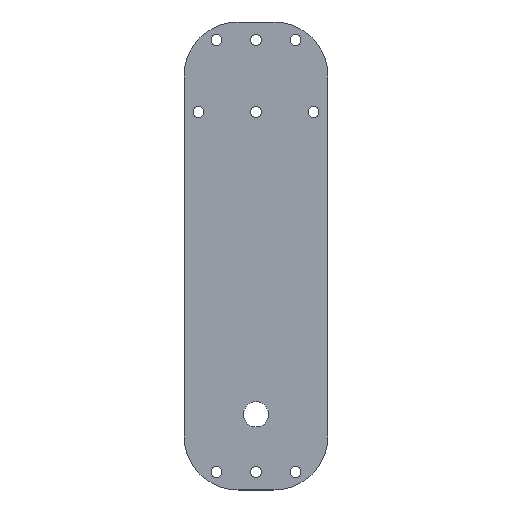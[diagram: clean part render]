
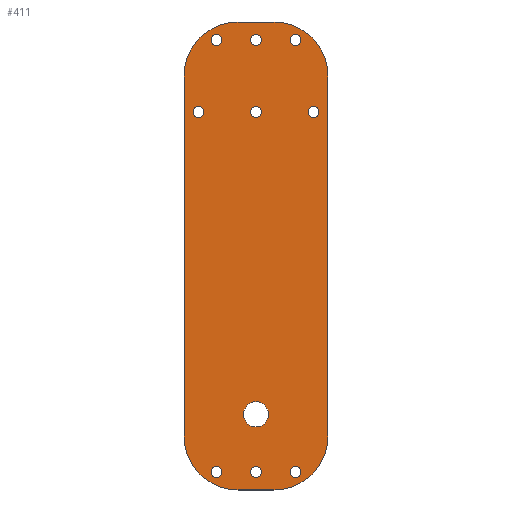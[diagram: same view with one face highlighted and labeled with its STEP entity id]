
A CAD part, top view. The second image highlights one B-rep face of the part: STEP entity #411.
In plain terms, the highlighted planar face has unit normal (0, 0, 1).
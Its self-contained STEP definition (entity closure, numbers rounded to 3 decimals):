
#15=FACE_BOUND('',#80,.T.);
#16=FACE_BOUND('',#81,.T.);
#17=FACE_BOUND('',#82,.T.);
#18=FACE_BOUND('',#83,.T.);
#19=FACE_BOUND('',#84,.T.);
#20=FACE_BOUND('',#85,.T.);
#21=FACE_BOUND('',#86,.T.);
#22=FACE_BOUND('',#87,.T.);
#23=FACE_BOUND('',#88,.T.);
#24=FACE_BOUND('',#89,.T.);
#39=PLANE('',#473);
#59=FACE_OUTER_BOUND('',#79,.T.);
#79=EDGE_LOOP('',(#343,#344,#345,#346,#347,#348,#349,#350));
#80=EDGE_LOOP('',(#351));
#81=EDGE_LOOP('',(#352));
#82=EDGE_LOOP('',(#353));
#83=EDGE_LOOP('',(#354));
#84=EDGE_LOOP('',(#355));
#85=EDGE_LOOP('',(#356));
#86=EDGE_LOOP('',(#357));
#87=EDGE_LOOP('',(#358));
#88=EDGE_LOOP('',(#359));
#89=EDGE_LOOP('',(#360));
#113=LINE('',#667,#139);
#117=LINE('',#679,#143);
#121=LINE('',#691,#147);
#125=LINE('',#703,#151);
#139=VECTOR('',#551,10.);
#143=VECTOR('',#563,10.);
#147=VECTOR('',#575,10.);
#151=VECTOR('',#587,10.);
#153=CIRCLE('',#428,7.5);
#155=CIRCLE('',#431,17.5);
#157=CIRCLE('',#434,7.5);
#159=CIRCLE('',#437,7.5);
#161=CIRCLE('',#440,7.5);
#163=CIRCLE('',#443,7.5);
#165=CIRCLE('',#446,7.5);
#167=CIRCLE('',#449,7.5);
#169=CIRCLE('',#452,7.5);
#171=CIRCLE('',#455,7.5);
#174=CIRCLE('',#460,75.);
#176=CIRCLE('',#464,75.);
#178=CIRCLE('',#468,75.);
#180=CIRCLE('',#472,75.);
#181=VERTEX_POINT('',#601);
#183=VERTEX_POINT('',#607);
#185=VERTEX_POINT('',#613);
#187=VERTEX_POINT('',#619);
#189=VERTEX_POINT('',#625);
#191=VERTEX_POINT('',#631);
#193=VERTEX_POINT('',#637);
#195=VERTEX_POINT('',#643);
#197=VERTEX_POINT('',#649);
#199=VERTEX_POINT('',#655);
#203=VERTEX_POINT('',#664);
#204=VERTEX_POINT('',#666);
#206=VERTEX_POINT('',#672);
#208=VERTEX_POINT('',#678);
#210=VERTEX_POINT('',#684);
#212=VERTEX_POINT('',#690);
#214=VERTEX_POINT('',#696);
#216=VERTEX_POINT('',#702);
#217=EDGE_CURVE('',#181,#181,#153,.T.);
#220=EDGE_CURVE('',#183,#183,#155,.T.);
#223=EDGE_CURVE('',#185,#185,#157,.T.);
#226=EDGE_CURVE('',#187,#187,#159,.T.);
#229=EDGE_CURVE('',#189,#189,#161,.T.);
#232=EDGE_CURVE('',#191,#191,#163,.T.);
#235=EDGE_CURVE('',#193,#193,#165,.T.);
#238=EDGE_CURVE('',#195,#195,#167,.T.);
#241=EDGE_CURVE('',#197,#197,#169,.T.);
#244=EDGE_CURVE('',#199,#199,#171,.T.);
#249=EDGE_CURVE('',#204,#203,#113,.T.);
#252=EDGE_CURVE('',#206,#204,#174,.T.);
#255=EDGE_CURVE('',#208,#206,#117,.T.);
#258=EDGE_CURVE('',#210,#208,#176,.T.);
#261=EDGE_CURVE('',#212,#210,#121,.T.);
#264=EDGE_CURVE('',#214,#212,#178,.T.);
#267=EDGE_CURVE('',#216,#214,#125,.T.);
#270=EDGE_CURVE('',#203,#216,#180,.T.);
#343=ORIENTED_EDGE('',*,*,#270,.T.);
#344=ORIENTED_EDGE('',*,*,#267,.T.);
#345=ORIENTED_EDGE('',*,*,#264,.T.);
#346=ORIENTED_EDGE('',*,*,#261,.T.);
#347=ORIENTED_EDGE('',*,*,#258,.T.);
#348=ORIENTED_EDGE('',*,*,#255,.T.);
#349=ORIENTED_EDGE('',*,*,#252,.T.);
#350=ORIENTED_EDGE('',*,*,#249,.T.);
#351=ORIENTED_EDGE('',*,*,#244,.T.);
#352=ORIENTED_EDGE('',*,*,#241,.T.);
#353=ORIENTED_EDGE('',*,*,#238,.T.);
#354=ORIENTED_EDGE('',*,*,#235,.T.);
#355=ORIENTED_EDGE('',*,*,#232,.T.);
#356=ORIENTED_EDGE('',*,*,#229,.T.);
#357=ORIENTED_EDGE('',*,*,#226,.T.);
#358=ORIENTED_EDGE('',*,*,#223,.T.);
#359=ORIENTED_EDGE('',*,*,#220,.T.);
#360=ORIENTED_EDGE('',*,*,#217,.T.);
#411=ADVANCED_FACE('',(#59,#15,#16,#17,#18,#19,#20,#21,#22,#23,#24),#39,
 .T.);
#428=AXIS2_PLACEMENT_3D('',#602,#479,#480);
#431=AXIS2_PLACEMENT_3D('',#608,#486,#487);
#434=AXIS2_PLACEMENT_3D('',#614,#493,#494);
#437=AXIS2_PLACEMENT_3D('',#620,#500,#501);
#440=AXIS2_PLACEMENT_3D('',#626,#507,#508);
#443=AXIS2_PLACEMENT_3D('',#632,#514,#515);
#446=AXIS2_PLACEMENT_3D('',#638,#521,#522);
#449=AXIS2_PLACEMENT_3D('',#644,#528,#529);
#452=AXIS2_PLACEMENT_3D('',#650,#535,#536);
#455=AXIS2_PLACEMENT_3D('',#656,#542,#543);
#460=AXIS2_PLACEMENT_3D('',#673,#557,#558);
#464=AXIS2_PLACEMENT_3D('',#685,#569,#570);
#468=AXIS2_PLACEMENT_3D('',#697,#581,#582);
#472=AXIS2_PLACEMENT_3D('',#707,#593,#594);
#473=AXIS2_PLACEMENT_3D('',#708,#595,#596);
#479=DIRECTION('center_axis',(0.,0.,-1.));
#480=DIRECTION('ref_axis',(1.,0.,0.));
#486=DIRECTION('center_axis',(0.,0.,-1.));
#487=DIRECTION('ref_axis',(1.,0.,0.));
#493=DIRECTION('center_axis',(0.,0.,-1.));
#494=DIRECTION('ref_axis',(1.,0.,0.));
#500=DIRECTION('center_axis',(0.,0.,-1.));
#501=DIRECTION('ref_axis',(1.,0.,0.));
#507=DIRECTION('center_axis',(0.,0.,-1.));
#508=DIRECTION('ref_axis',(1.,0.,0.));
#514=DIRECTION('center_axis',(0.,0.,-1.));
#515=DIRECTION('ref_axis',(1.,0.,0.));
#521=DIRECTION('center_axis',(0.,0.,-1.));
#522=DIRECTION('ref_axis',(1.,0.,0.));
#528=DIRECTION('center_axis',(0.,0.,-1.));
#529=DIRECTION('ref_axis',(1.,0.,0.));
#535=DIRECTION('center_axis',(0.,0.,-1.));
#536=DIRECTION('ref_axis',(1.,0.,0.));
#542=DIRECTION('center_axis',(0.,0.,-1.));
#543=DIRECTION('ref_axis',(1.,0.,0.));
#551=DIRECTION('',(0.,1.,0.));
#557=DIRECTION('center_axis',(0.,0.,1.));
#558=DIRECTION('ref_axis',(0.,-1.,0.));
#563=DIRECTION('',(1.,0.,0.));
#569=DIRECTION('center_axis',(0.,0.,1.));
#570=DIRECTION('ref_axis',(-1.,0.,0.));
#575=DIRECTION('',(0.,-1.,0.));
#581=DIRECTION('center_axis',(0.,0.,1.));
#582=DIRECTION('ref_axis',(0.,1.,0.));
#587=DIRECTION('',(-1.,0.,0.));
#593=DIRECTION('center_axis',(0.,0.,1.));
#594=DIRECTION('ref_axis',(1.,0.,0.));
#595=DIRECTION('center_axis',(0.,0.,1.));
#596=DIRECTION('ref_axis',(1.,0.,0.));
#601=CARTESIAN_POINT('',(92.5,625.,9.));
#602=CARTESIAN_POINT('Origin',(100.,625.,9.));
#607=CARTESIAN_POINT('',(82.5,105.,9.));
#608=CARTESIAN_POINT('Origin',(100.,105.,9.));
#613=CARTESIAN_POINT('',(147.5,25.,9.));
#614=CARTESIAN_POINT('Origin',(155.,25.,9.));
#619=CARTESIAN_POINT('',(37.5,25.,9.));
#620=CARTESIAN_POINT('Origin',(45.,25.,9.));
#625=CARTESIAN_POINT('',(92.5,25.,9.));
#626=CARTESIAN_POINT('Origin',(100.,25.,9.));
#631=CARTESIAN_POINT('',(12.5,525.,9.));
#632=CARTESIAN_POINT('Origin',(20.,525.,9.));
#637=CARTESIAN_POINT('',(92.5,525.,9.));
#638=CARTESIAN_POINT('Origin',(100.,525.,9.));
#643=CARTESIAN_POINT('',(37.5,625.,9.));
#644=CARTESIAN_POINT('Origin',(45.,625.,9.));
#649=CARTESIAN_POINT('',(172.5,525.,9.));
#650=CARTESIAN_POINT('Origin',(180.,525.,9.));
#655=CARTESIAN_POINT('',(147.5,625.,9.));
#656=CARTESIAN_POINT('Origin',(155.,625.,9.));
#664=CARTESIAN_POINT('',(200.,575.,9.));
#666=CARTESIAN_POINT('',(200.,75.,9.));
#667=CARTESIAN_POINT('',(200.,75.,9.));
#672=CARTESIAN_POINT('',(125.,0.,9.));
#673=CARTESIAN_POINT('Origin',(125.,75.,9.));
#678=CARTESIAN_POINT('',(75.,0.,9.));
#679=CARTESIAN_POINT('',(75.,0.,9.));
#684=CARTESIAN_POINT('',(0.,75.,9.));
#685=CARTESIAN_POINT('Origin',(75.,75.,9.));
#690=CARTESIAN_POINT('',(0.,575.,9.));
#691=CARTESIAN_POINT('',(0.,575.,9.));
#696=CARTESIAN_POINT('',(75.,650.,9.));
#697=CARTESIAN_POINT('Origin',(75.,575.,9.));
#702=CARTESIAN_POINT('',(125.,650.,9.));
#703=CARTESIAN_POINT('',(125.,650.,9.));
#707=CARTESIAN_POINT('Origin',(125.,575.,9.));
#708=CARTESIAN_POINT('Origin',(100.,325.,9.));
